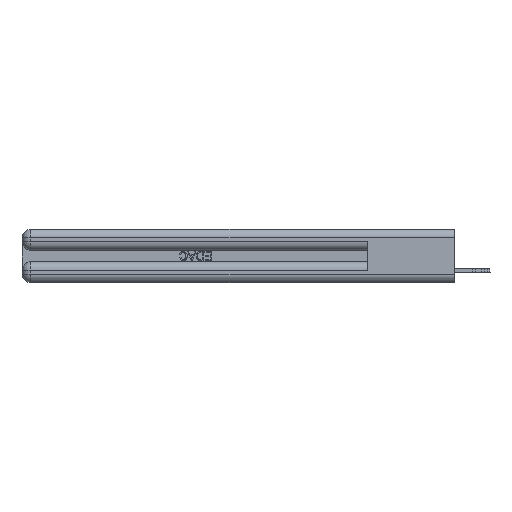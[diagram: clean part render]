
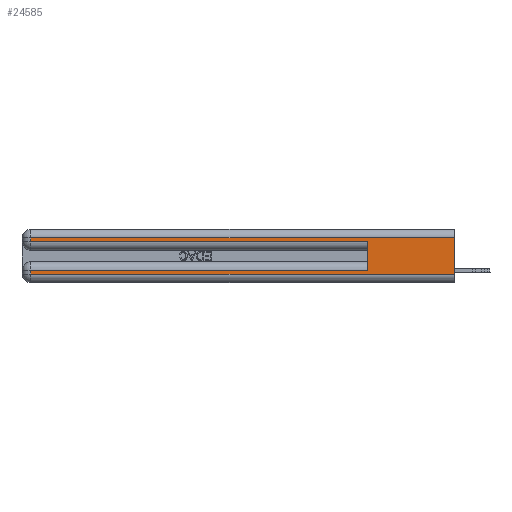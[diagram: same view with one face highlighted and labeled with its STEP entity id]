
A CAD part, left-side view. The second image highlights one B-rep face of the part: STEP entity #24585.
In plain terms, the highlighted planar face has unit normal (-1, 0, 0).
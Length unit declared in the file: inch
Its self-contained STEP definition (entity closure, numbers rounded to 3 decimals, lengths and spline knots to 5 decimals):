
#868 = VERTEX_POINT ( 'NONE', #46668 ) ;
#1183 = CARTESIAN_POINT ( 'NONE',  ( 0., 0., 0.085 ) ) ;
#1460 = LINE ( 'NONE', #1183, #44915 ) ;
#1784 = CARTESIAN_POINT ( 'NONE',  ( 0., 0., 0.31 ) ) ;
#1969 = DIRECTION ( 'NONE',  ( 0., 1., 0. ) ) ;
#2964 = CARTESIAN_POINT ( 'NONE',  ( 0., 2.94, 0.085 ) ) ;
#4436 = CARTESIAN_POINT ( 'NONE',  ( 0., 0.6, 0.145 ) ) ;
#5908 = PLANE ( 'NONE',  #38059 ) ;
#6946 = LINE ( 'NONE', #33634, #38135 ) ;
#9026 = LINE ( 'NONE', #4436, #29498 ) ;
#9399 = DIRECTION ( 'NONE',  ( 0., 1., 0. ) ) ;
#11494 = LINE ( 'NONE', #41446, #49631 ) ;
#11686 = CARTESIAN_POINT ( 'NONE',  ( 0., 0.6, 0.085 ) ) ;
#11873 = EDGE_CURVE ( 'NONE', #28162, #23047, #9026, .T. ) ;
#12235 = ORIENTED_EDGE ( 'NONE', *, *, #22670, .T. ) ;
#12366 = ORIENTED_EDGE ( 'NONE', *, *, #20637, .T. ) ;
#12730 = VERTEX_POINT ( 'NONE', #35704 ) ;
#13571 = LINE ( 'NONE', #52148, #46073 ) ;
#13948 = CARTESIAN_POINT ( 'NONE',  ( 0., 2.94, 0.37 ) ) ;
#14362 = ORIENTED_EDGE ( 'NONE', *, *, #44615, .T. ) ;
#16709 = EDGE_CURVE ( 'NONE', #28162, #30180, #1460, .T. ) ;
#17466 = CARTESIAN_POINT ( 'NONE',  ( 0., 2.94, 0.37 ) ) ;
#17679 = DIRECTION ( 'NONE',  ( 0., 0., -1. ) ) ;
#19834 = ORIENTED_EDGE ( 'NONE', *, *, #11873, .F. ) ;
#20520 = EDGE_LOOP ( 'NONE', ( #25147, #12366, #46682, #14362, #19834, #21290, #12235, #24820 ) ) ;
#20637 = EDGE_CURVE ( 'NONE', #868, #22631, #36376, .T. ) ;
#21290 = ORIENTED_EDGE ( 'NONE', *, *, #16709, .T. ) ;
#21599 = CARTESIAN_POINT ( 'NONE',  ( 0., 2.94, 0.285 ) ) ;
#21792 = CARTESIAN_POINT ( 'NONE',  ( 0., 0., 0.37 ) ) ;
#22631 = VERTEX_POINT ( 'NONE', #27531 ) ;
#22670 = EDGE_CURVE ( 'NONE', #30180, #12730, #50061, .T. ) ;
#23047 = VERTEX_POINT ( 'NONE', #42964 ) ;
#24194 = EDGE_CURVE ( 'NONE', #22631, #27432, #47435, .T. ) ;
#24211 = DIRECTION ( 'NONE',  ( 0., 0., -1. ) ) ;
#24279 = VECTOR ( 'NONE', #1969, 39.37008 ) ;
#24585 = ADVANCED_FACE ( 'NONE', ( #26297 ), #5908, .F. ) ;
#24820 = ORIENTED_EDGE ( 'NONE', *, *, #39712, .T. ) ;
#25147 = ORIENTED_EDGE ( 'NONE', *, *, #27340, .F. ) ;
#26297 = FACE_OUTER_BOUND ( 'NONE', #20520, .T. ) ;
#27340 = EDGE_CURVE ( 'NONE', #868, #39774, #13571, .T. ) ;
#27432 = VERTEX_POINT ( 'NONE', #21599 ) ;
#27531 = CARTESIAN_POINT ( 'NONE',  ( 0., 2.94, 0.31 ) ) ;
#28162 = VERTEX_POINT ( 'NONE', #11686 ) ;
#29498 = VECTOR ( 'NONE', #45695, 39.37008 ) ;
#29630 = DIRECTION ( 'NONE',  ( 0., 0., -1. ) ) ;
#30180 = VERTEX_POINT ( 'NONE', #2964 ) ;
#30376 = VECTOR ( 'NONE', #34994, 39.37008 ) ;
#33634 = CARTESIAN_POINT ( 'NONE',  ( 0., 0., 0.06 ) ) ;
#34994 = DIRECTION ( 'NONE',  ( 0., 0., -1. ) ) ;
#35704 = CARTESIAN_POINT ( 'NONE',  ( 0., 2.94, 0.06 ) ) ;
#36376 = LINE ( 'NONE', #1784, #24279 ) ;
#37563 = DIRECTION ( 'NONE',  ( 0., -1., 0. ) ) ;
#38045 = DIRECTION ( 'NONE',  ( 0., -1., 0. ) ) ;
#38059 = AXIS2_PLACEMENT_3D ( 'NONE', #21792, #42661, #17679 ) ;
#38135 = VECTOR ( 'NONE', #37563, 39.37008 ) ;
#39712 = EDGE_CURVE ( 'NONE', #12730, #39774, #6946, .T. ) ;
#39774 = VERTEX_POINT ( 'NONE', #41487 ) ;
#41446 = CARTESIAN_POINT ( 'NONE',  ( 0., 0., 0.285 ) ) ;
#41487 = CARTESIAN_POINT ( 'NONE',  ( 0., 0., 0.06 ) ) ;
#42661 = DIRECTION ( 'NONE',  ( 1., 0., 0. ) ) ;
#42964 = CARTESIAN_POINT ( 'NONE',  ( 0., 0.6, 0.285 ) ) ;
#44615 = EDGE_CURVE ( 'NONE', #27432, #23047, #11494, .T. ) ;
#44915 = VECTOR ( 'NONE', #9399, 39.37008 ) ;
#45695 = DIRECTION ( 'NONE',  ( 0., 0., 1. ) ) ;
#46073 = VECTOR ( 'NONE', #24211, 39.37008 ) ;
#46668 = CARTESIAN_POINT ( 'NONE',  ( 0., 0., 0.31 ) ) ;
#46682 = ORIENTED_EDGE ( 'NONE', *, *, #24194, .T. ) ;
#47435 = LINE ( 'NONE', #17466, #48731 ) ;
#48731 = VECTOR ( 'NONE', #29630, 39.37008 ) ;
#49631 = VECTOR ( 'NONE', #38045, 39.37008 ) ;
#50061 = LINE ( 'NONE', #13948, #30376 ) ;
#52148 = CARTESIAN_POINT ( 'NONE',  ( 0., 0., 0.37 ) ) ;
